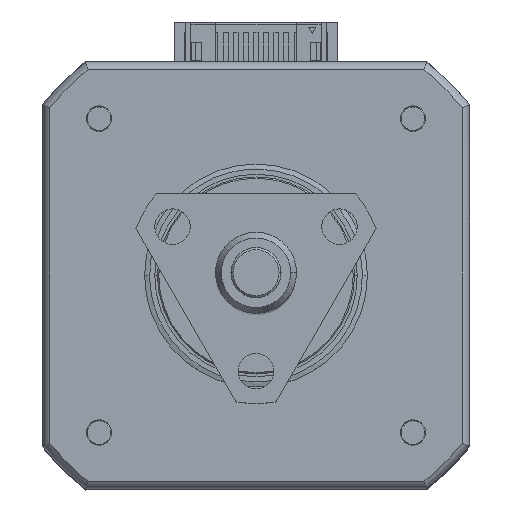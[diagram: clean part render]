
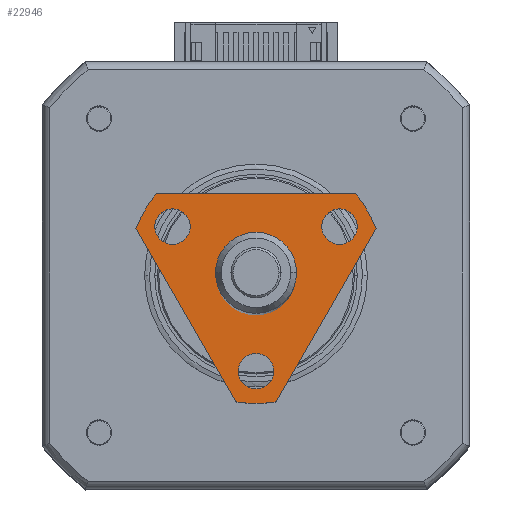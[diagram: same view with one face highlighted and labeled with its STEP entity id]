
A CAD part, top view. The second image highlights one B-rep face of the part: STEP entity #22946.
In plain terms, the highlighted planar face has unit normal (0, 0, 1).
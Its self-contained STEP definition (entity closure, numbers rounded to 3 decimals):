
#121 = ORIENTED_EDGE ( 'NONE', *, *, #8968, .F. ) ;
#360 = DIRECTION ( 'NONE',  ( -1., 0., 0. ) ) ;
#460 = DIRECTION ( 'NONE',  ( -1., 0., 0. ) ) ;
#1190 = ORIENTED_EDGE ( 'NONE', *, *, #16910, .F. ) ;
#1234 = CIRCLE ( 'NONE', #30491, 12.7 ) ;
#1314 = FACE_BOUND ( 'NONE', #14288, .T. ) ;
#1489 = AXIS2_PLACEMENT_3D ( 'NONE', #34762, #17617, #17497 ) ;
#1844 = CARTESIAN_POINT ( 'NONE',  ( 12.542, -1.996, 42.5 ) ) ;
#2819 = CARTESIAN_POINT ( 'NONE',  ( 16., 0., 42.5 ) ) ;
#3371 = CARTESIAN_POINT ( 'NONE',  ( -8., -9.864, 42.5 ) ) ;
#3402 = CARTESIAN_POINT ( 'NONE',  ( -3., 0., 42.5 ) ) ;
#3434 = DIRECTION ( 'NONE',  ( 0., 0., -1. ) ) ;
#3471 = CARTESIAN_POINT ( 'NONE',  ( 3., 0., 42.5 ) ) ;
#3499 = DIRECTION ( 'NONE',  ( 0., 0., -1. ) ) ;
#3904 = EDGE_CURVE ( 'NONE', #32104, #36736, #18888, .T. ) ;
#4047 = DIRECTION ( 'NONE',  ( 0., 0., -1. ) ) ;
#4335 = AXIS2_PLACEMENT_3D ( 'NONE', #14240, #8379, #22461 ) ;
#4343 = ORIENTED_EDGE ( 'NONE', *, *, #14270, .T. ) ;
#4505 = CARTESIAN_POINT ( 'NONE',  ( -6.512, -8.249, 42.5 ) ) ;
#5720 = DIRECTION ( 'NONE',  ( -1., 0., 0. ) ) ;
#5926 = CARTESIAN_POINT ( 'NONE',  ( 9.525, 0., 42.5 ) ) ;
#6032 = VERTEX_POINT ( 'NONE', #9804 ) ;
#6053 = ORIENTED_EDGE ( 'NONE', *, *, #9500, .T. ) ;
#6285 = ORIENTED_EDGE ( 'NONE', *, *, #15752, .T. ) ;
#6601 = CIRCLE ( 'NONE', #1489, 1.75 ) ;
#6630 = DIRECTION ( 'NONE',  ( 1., 0., 0. ) ) ;
#7238 = PLANE ( 'NONE',  #22025 ) ;
#8174 = AXIS2_PLACEMENT_3D ( 'NONE', #15700, #4047, #20812 ) ;
#8328 = ORIENTED_EDGE ( 'NONE', *, *, #18579, .F. ) ;
#8379 = DIRECTION ( 'NONE',  ( 0., 0., -1. ) ) ;
#8381 = DIRECTION ( 'NONE',  ( 1., 0., 0. ) ) ;
#8663 = EDGE_LOOP ( 'NONE', ( #4343, #35892 ) ) ;
#8863 = FACE_BOUND ( 'NONE', #16003, .T. ) ;
#8968 = EDGE_CURVE ( 'NONE', #29584, #14634, #34659, .T. ) ;
#9174 = DIRECTION ( 'NONE',  ( -1., 0., 0. ) ) ;
#9290 = FACE_BOUND ( 'NONE', #17563, .T. ) ;
#9366 = CARTESIAN_POINT ( 'NONE',  ( 0., 0., 42.5 ) ) ;
#9428 = ORIENTED_EDGE ( 'NONE', *, *, #16827, .F. ) ;
#9500 = EDGE_CURVE ( 'NONE', #6032, #22660, #6601, .T. ) ;
#9804 = CARTESIAN_POINT ( 'NONE',  ( -3.012, 8.249, 42.5 ) ) ;
#10313 = VERTEX_POINT ( 'NONE', #14630 ) ;
#10493 = EDGE_CURVE ( 'NONE', #10313, #11525, #35966, .T. ) ;
#10554 = AXIS2_PLACEMENT_3D ( 'NONE', #32511, #15223, #29308 ) ;
#10787 = CIRCLE ( 'NONE', #30374, 1.75 ) ;
#10944 = CARTESIAN_POINT ( 'NONE',  ( 0., 0., 42.5 ) ) ;
#11406 = DIRECTION ( 'NONE',  ( -0.866, -0.5, 0. ) ) ;
#11525 = VERTEX_POINT ( 'NONE', #3371 ) ;
#11999 = CIRCLE ( 'NONE', #4335, 12.7 ) ;
#12127 = VECTOR ( 'NONE', #25810, 1000. ) ;
#12246 = CARTESIAN_POINT ( 'NONE',  ( -4.762, 8.249, 42.5 ) ) ;
#12359 = VECTOR ( 'NONE', #11406, 1000. ) ;
#13529 = AXIS2_PLACEMENT_3D ( 'NONE', #36853, #13998, #8381 ) ;
#13798 = DIRECTION ( 'NONE',  ( 0., 0., -1. ) ) ;
#13860 = EDGE_LOOP ( 'NONE', ( #28786, #31289, #36636, #27511, #1190, #8328, #9428 ) ) ;
#13998 = DIRECTION ( 'NONE',  ( 0., 0., -1. ) ) ;
#14030 = AXIS2_PLACEMENT_3D ( 'NONE', #32522, #15490, #35366 ) ;
#14240 = CARTESIAN_POINT ( 'NONE',  ( 0., 0., 42.5 ) ) ;
#14270 = EDGE_CURVE ( 'NONE', #26969, #27678, #22906, .T. ) ;
#14288 = EDGE_LOOP ( 'NONE', ( #31481, #6053 ) ) ;
#14602 = ORIENTED_EDGE ( 'NONE', *, *, #31093, .F. ) ;
#14630 = CARTESIAN_POINT ( 'NONE',  ( -4.542, -11.86, 42.5 ) ) ;
#14634 = VERTEX_POINT ( 'NONE', #3402 ) ;
#14864 = VERTEX_POINT ( 'NONE', #28592 ) ;
#15223 = DIRECTION ( 'NONE',  ( 0., 0., 1. ) ) ;
#15241 = CARTESIAN_POINT ( 'NONE',  ( 0., 0., 42.5 ) ) ;
#15490 = DIRECTION ( 'NONE',  ( 0., 0., -1. ) ) ;
#15700 = CARTESIAN_POINT ( 'NONE',  ( 0., 0., 42.5 ) ) ;
#15752 = EDGE_CURVE ( 'NONE', #36736, #32104, #28958, .T. ) ;
#16003 = EDGE_LOOP ( 'NONE', ( #33554, #6285 ) ) ;
#16151 = VERTEX_POINT ( 'NONE', #31738 ) ;
#16644 = AXIS2_PLACEMENT_3D ( 'NONE', #32653, #24239, #32893 ) ;
#16827 = EDGE_CURVE ( 'NONE', #35601, #16151, #27508, .T. ) ;
#16910 = EDGE_CURVE ( 'NONE', #14864, #23756, #1234, .T. ) ;
#17399 = EDGE_CURVE ( 'NONE', #23756, #10313, #35007, .T. ) ;
#17497 = DIRECTION ( 'NONE',  ( -1., 0., 0. ) ) ;
#17563 = EDGE_LOOP ( 'NONE', ( #121, #14602 ) ) ;
#17617 = DIRECTION ( 'NONE',  ( 0., 0., -1. ) ) ;
#17646 = CARTESIAN_POINT ( 'NONE',  ( 11.275, 0., 42.5 ) ) ;
#18579 = EDGE_CURVE ( 'NONE', #16151, #14864, #11999, .T. ) ;
#18800 = CIRCLE ( 'NONE', #10554, 3. ) ;
#18888 = CIRCLE ( 'NONE', #14030, 1.75 ) ;
#20806 = DIRECTION ( 'NONE',  ( 0., 0., 1. ) ) ;
#20812 = DIRECTION ( 'NONE',  ( 1., 0., 0. ) ) ;
#21028 = CARTESIAN_POINT ( 'NONE',  ( -6.512, 8.249, 42.5 ) ) ;
#21071 = DIRECTION ( 'NONE',  ( 0.866, -0.5, 0. ) ) ;
#21796 = EDGE_CURVE ( 'NONE', #27678, #26969, #10787, .T. ) ;
#22025 = AXIS2_PLACEMENT_3D ( 'NONE', #10944, #13798, #5720 ) ;
#22461 = DIRECTION ( 'NONE',  ( 1., 0., 0. ) ) ;
#22660 = VERTEX_POINT ( 'NONE', #21028 ) ;
#22906 = CIRCLE ( 'NONE', #26440, 1.75 ) ;
#22946 = ADVANCED_FACE ( 'NONE', ( #28015, #1314, #24471, #8863, #9290 ), #7238, .F. ) ;
#23746 = CARTESIAN_POINT ( 'NONE',  ( 9.525, 0., 42.5 ) ) ;
#23756 = VERTEX_POINT ( 'NONE', #1844 ) ;
#23780 = CARTESIAN_POINT ( 'NONE',  ( 7.775, 0., 42.5 ) ) ;
#24239 = DIRECTION ( 'NONE',  ( 0., 0., -1. ) ) ;
#24471 = FACE_BOUND ( 'NONE', #8663, .T. ) ;
#24479 = EDGE_CURVE ( 'NONE', #22660, #6032, #35592, .T. ) ;
#24848 = VECTOR ( 'NONE', #21071, 1000. ) ;
#24916 = EDGE_CURVE ( 'NONE', #11525, #30619, #34742, .T. ) ;
#25810 = DIRECTION ( 'NONE',  ( 0., 1., 0. ) ) ;
#26440 = AXIS2_PLACEMENT_3D ( 'NONE', #5926, #34241, #360 ) ;
#26553 = EDGE_CURVE ( 'NONE', #30619, #35601, #30579, .T. ) ;
#26626 = DIRECTION ( 'NONE',  ( 0., 0., -1. ) ) ;
#26851 = CARTESIAN_POINT ( 'NONE',  ( -8., 13.856, 42.5 ) ) ;
#26969 = VERTEX_POINT ( 'NONE', #23780 ) ;
#27508 = LINE ( 'NONE', #26851, #24848 ) ;
#27511 = ORIENTED_EDGE ( 'NONE', *, *, #17399, .F. ) ;
#27678 = VERTEX_POINT ( 'NONE', #17646 ) ;
#28015 = FACE_OUTER_BOUND ( 'NONE', #13860, .T. ) ;
#28592 = CARTESIAN_POINT ( 'NONE',  ( 12.7, 0., 42.5 ) ) ;
#28786 = ORIENTED_EDGE ( 'NONE', *, *, #26553, .F. ) ;
#28958 = CIRCLE ( 'NONE', #16644, 1.75 ) ;
#29308 = DIRECTION ( 'NONE',  ( 1., 0., 0. ) ) ;
#29584 = VERTEX_POINT ( 'NONE', #3471 ) ;
#29936 = AXIS2_PLACEMENT_3D ( 'NONE', #12246, #3434, #460 ) ;
#30374 = AXIS2_PLACEMENT_3D ( 'NONE', #23746, #3499, #9174 ) ;
#30491 = AXIS2_PLACEMENT_3D ( 'NONE', #15241, #26626, #34885 ) ;
#30579 = CIRCLE ( 'NONE', #13529, 12.7 ) ;
#30619 = VERTEX_POINT ( 'NONE', #33898 ) ;
#31093 = EDGE_CURVE ( 'NONE', #14634, #29584, #18800, .T. ) ;
#31289 = ORIENTED_EDGE ( 'NONE', *, *, #24916, .F. ) ;
#31437 = CARTESIAN_POINT ( 'NONE',  ( -4.542, 11.86, 42.5 ) ) ;
#31481 = ORIENTED_EDGE ( 'NONE', *, *, #24479, .T. ) ;
#31738 = CARTESIAN_POINT ( 'NONE',  ( 12.542, 1.996, 42.5 ) ) ;
#32104 = VERTEX_POINT ( 'NONE', #4505 ) ;
#32511 = CARTESIAN_POINT ( 'NONE',  ( 0., 0., 42.5 ) ) ;
#32522 = CARTESIAN_POINT ( 'NONE',  ( -4.762, -8.249, 42.5 ) ) ;
#32653 = CARTESIAN_POINT ( 'NONE',  ( -4.762, -8.249, 42.5 ) ) ;
#32893 = DIRECTION ( 'NONE',  ( -1., 0., 0. ) ) ;
#33554 = ORIENTED_EDGE ( 'NONE', *, *, #3904, .T. ) ;
#33898 = CARTESIAN_POINT ( 'NONE',  ( -8., 9.864, 42.5 ) ) ;
#34186 = CARTESIAN_POINT ( 'NONE',  ( -8., -13.856, 42.5 ) ) ;
#34241 = DIRECTION ( 'NONE',  ( 0., 0., -1. ) ) ;
#34583 = AXIS2_PLACEMENT_3D ( 'NONE', #9366, #20806, #6630 ) ;
#34659 = CIRCLE ( 'NONE', #34583, 3. ) ;
#34742 = LINE ( 'NONE', #34186, #12127 ) ;
#34762 = CARTESIAN_POINT ( 'NONE',  ( -4.762, 8.249, 42.5 ) ) ;
#34885 = DIRECTION ( 'NONE',  ( 1., 0., 0. ) ) ;
#35007 = LINE ( 'NONE', #2819, #12359 ) ;
#35366 = DIRECTION ( 'NONE',  ( -1., 0., 0. ) ) ;
#35592 = CIRCLE ( 'NONE', #29936, 1.75 ) ;
#35601 = VERTEX_POINT ( 'NONE', #31437 ) ;
#35892 = ORIENTED_EDGE ( 'NONE', *, *, #21796, .T. ) ;
#35966 = CIRCLE ( 'NONE', #8174, 12.7 ) ;
#36636 = ORIENTED_EDGE ( 'NONE', *, *, #10493, .F. ) ;
#36657 = CARTESIAN_POINT ( 'NONE',  ( -3.012, -8.249, 42.5 ) ) ;
#36736 = VERTEX_POINT ( 'NONE', #36657 ) ;
#36853 = CARTESIAN_POINT ( 'NONE',  ( 0., 0., 42.5 ) ) ;
